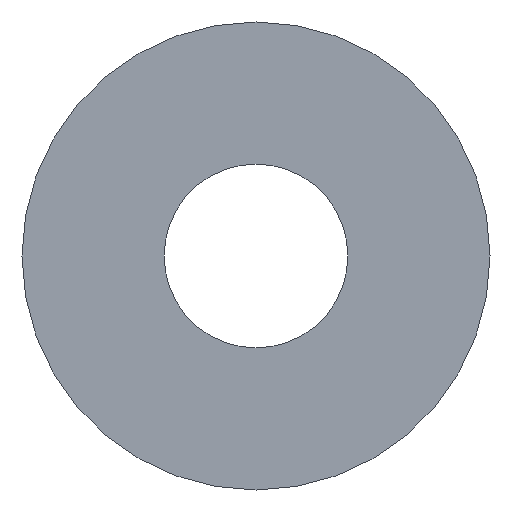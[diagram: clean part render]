
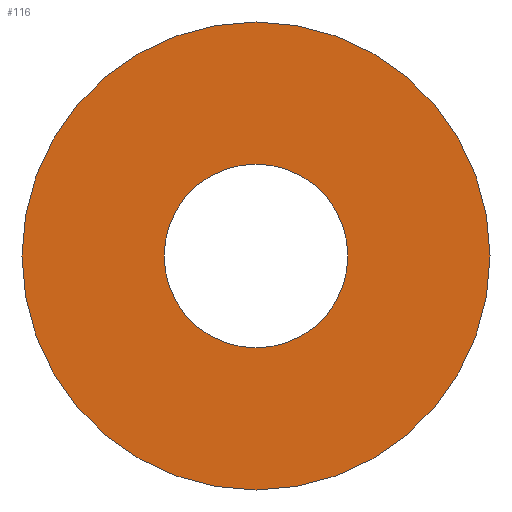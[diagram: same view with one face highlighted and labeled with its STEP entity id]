
A CAD part, front view. The second image highlights one B-rep face of the part: STEP entity #116.
In plain terms, the highlighted planar face has unit normal (0, -1, 0).
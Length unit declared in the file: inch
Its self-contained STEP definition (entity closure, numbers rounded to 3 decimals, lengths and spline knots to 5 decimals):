
#12 = CARTESIAN_POINT ( 'NONE',  ( 0., 0., 0. ) ) ;
#14 = FACE_OUTER_BOUND ( 'NONE', #146, .T. ) ;
#16 = DIRECTION ( 'NONE',  ( 0., 1., 0. ) ) ;
#24 = AXIS2_PLACEMENT_3D ( 'NONE', #196, #84, #217 ) ;
#31 = VERTEX_POINT ( 'NONE', #34 ) ;
#34 = CARTESIAN_POINT ( 'NONE',  ( 0., 0., 0.0055 ) ) ;
#35 = CIRCLE ( 'NONE', #24, 0.0055 ) ;
#46 = AXIS2_PLACEMENT_3D ( 'NONE', #255, #16, #91 ) ;
#55 = VERTEX_POINT ( 'NONE', #111 ) ;
#61 = AXIS2_PLACEMENT_3D ( 'NONE', #265, #148, #191 ) ;
#68 = CARTESIAN_POINT ( 'NONE',  ( 0., 0., 0.014 ) ) ;
#71 = EDGE_LOOP ( 'NONE', ( #228, #132 ) ) ;
#72 = DIRECTION ( 'NONE',  ( 0., 0., 1. ) ) ;
#78 = EDGE_CURVE ( 'NONE', #55, #224, #141, .T. ) ;
#84 = DIRECTION ( 'NONE',  ( 0., 1., 0. ) ) ;
#91 = DIRECTION ( 'NONE',  ( 0., 0., 1. ) ) ;
#99 = DIRECTION ( 'NONE',  ( 0., 1., 0. ) ) ;
#111 = CARTESIAN_POINT ( 'NONE',  ( 0., 0., -0.014 ) ) ;
#113 = PLANE ( 'NONE',  #120 ) ;
#116 = ADVANCED_FACE ( 'NONE', ( #14, #278 ), #113, .F. ) ;
#120 = AXIS2_PLACEMENT_3D ( 'NONE', #182, #275, #273 ) ;
#129 = ORIENTED_EDGE ( 'NONE', *, *, #78, .F. ) ;
#132 = ORIENTED_EDGE ( 'NONE', *, *, #186, .T. ) ;
#141 = CIRCLE ( 'NONE', #46, 0.014 ) ;
#146 = EDGE_LOOP ( 'NONE', ( #129, #192 ) ) ;
#148 = DIRECTION ( 'NONE',  ( 0., 1., 0. ) ) ;
#166 = AXIS2_PLACEMENT_3D ( 'NONE', #12, #99, #72 ) ;
#171 = CIRCLE ( 'NONE', #166, 0.0055 ) ;
#182 = CARTESIAN_POINT ( 'NONE',  ( 0., 0., 0. ) ) ;
#186 = EDGE_CURVE ( 'NONE', #31, #221, #171, .T. ) ;
#191 = DIRECTION ( 'NONE',  ( 0., 0., 1. ) ) ;
#192 = ORIENTED_EDGE ( 'NONE', *, *, #295, .F. ) ;
#196 = CARTESIAN_POINT ( 'NONE',  ( 0., 0., 0. ) ) ;
#217 = DIRECTION ( 'NONE',  ( 0., 0., 1. ) ) ;
#221 = VERTEX_POINT ( 'NONE', #241 ) ;
#224 = VERTEX_POINT ( 'NONE', #68 ) ;
#228 = ORIENTED_EDGE ( 'NONE', *, *, #268, .T. ) ;
#241 = CARTESIAN_POINT ( 'NONE',  ( 0., 0., -0.0055 ) ) ;
#243 = CIRCLE ( 'NONE', #61, 0.014 ) ;
#255 = CARTESIAN_POINT ( 'NONE',  ( 0., 0., 0. ) ) ;
#265 = CARTESIAN_POINT ( 'NONE',  ( 0., 0., 0. ) ) ;
#268 = EDGE_CURVE ( 'NONE', #221, #31, #35, .T. ) ;
#273 = DIRECTION ( 'NONE',  ( 0., 0., 1. ) ) ;
#275 = DIRECTION ( 'NONE',  ( 0., 1., 0. ) ) ;
#278 = FACE_BOUND ( 'NONE', #71, .T. ) ;
#295 = EDGE_CURVE ( 'NONE', #224, #55, #243, .T. ) ;
